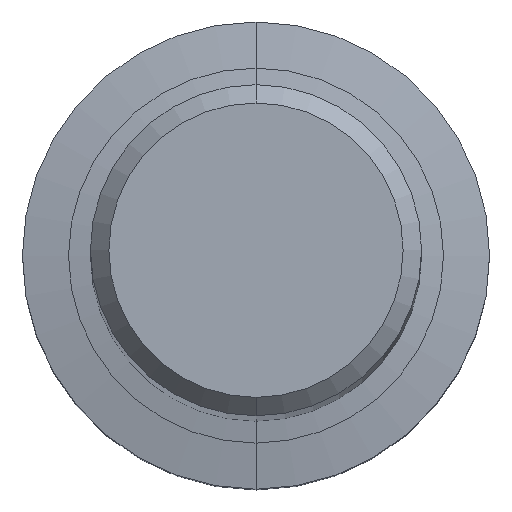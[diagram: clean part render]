
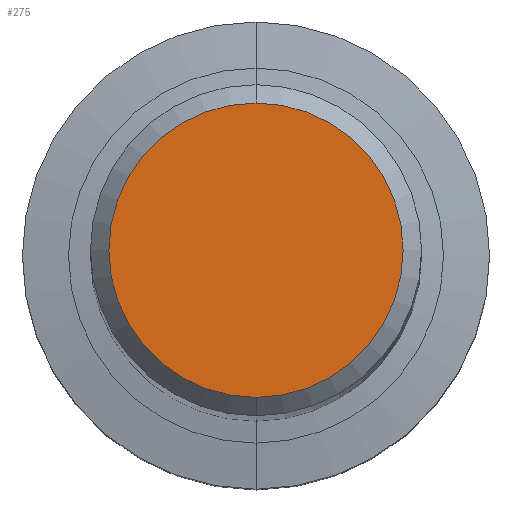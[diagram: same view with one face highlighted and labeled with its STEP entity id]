
A CAD part, top view. The second image highlights one B-rep face of the part: STEP entity #275.
In plain terms, the highlighted planar face has unit normal (0, 0, 1).
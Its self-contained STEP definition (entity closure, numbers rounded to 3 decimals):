
#239=VERTEX_POINT('',#599);
#275=ADVANCED_FACE('',(#636),#637,.T.);
#361=EDGE_CURVE('',#239,#457,#738,.T.);
#423=EDGE_CURVE('',#457,#239,#805,.T.);
#457=VERTEX_POINT('',#841);
#599=CARTESIAN_POINT('',(0.0,4.0,0.0));
#636=FACE_OUTER_BOUND('',#1097,.T.);
#637=PLANE('',#1098);
#738=CIRCLE('',#1284,4.0);
#805=CIRCLE('',#1438,4.0);
#841=CARTESIAN_POINT('',(0.,-4.0,0.0));
#1097=EDGE_LOOP('',(#1743,#1744));
#1098=AXIS2_PLACEMENT_3D('',#1745,#1746,#1747);
#1284=AXIS2_PLACEMENT_3D('',#1894,#1895,#1896);
#1438=AXIS2_PLACEMENT_3D('',#1959,#1960,#1961);
#1743=ORIENTED_EDGE('',*,*,#361,.F.);
#1744=ORIENTED_EDGE('',*,*,#423,.F.);
#1745=CARTESIAN_POINT('',(0.0,2.0,0.0));
#1746=DIRECTION('',(-0.0,0.0,1.0));
#1747=DIRECTION('',(0.0,-1.0,0.0));
#1894=CARTESIAN_POINT('',(0.0,0.0,0.0));
#1895=DIRECTION('',(0.0,0.0,-1.0));
#1896=DIRECTION('',(0.0,1.0,0.0));
#1959=CARTESIAN_POINT('',(0.0,0.0,0.0));
#1960=DIRECTION('',(0.0,0.0,-1.0));
#1961=DIRECTION('',(0.0,1.0,0.0));
